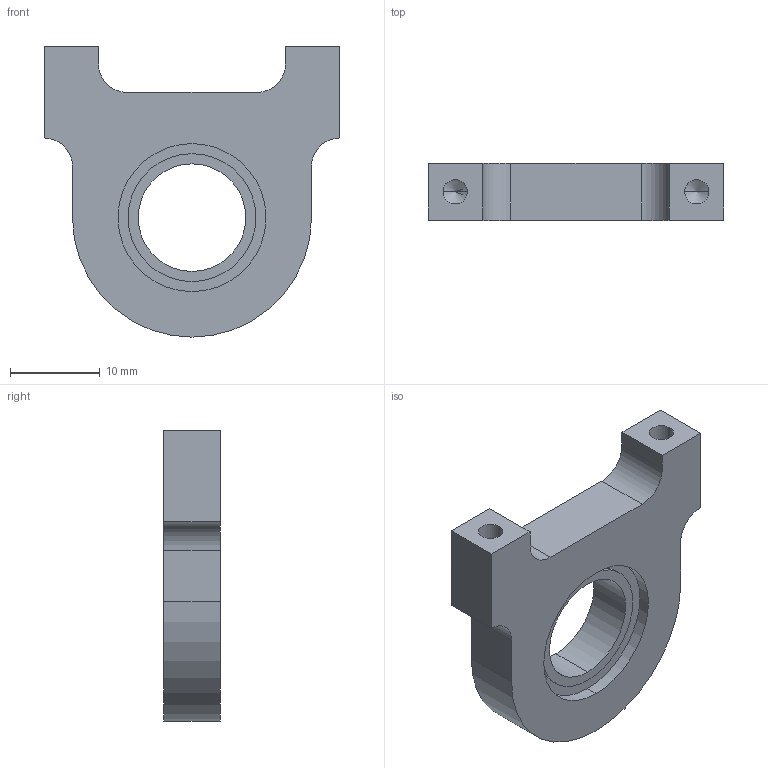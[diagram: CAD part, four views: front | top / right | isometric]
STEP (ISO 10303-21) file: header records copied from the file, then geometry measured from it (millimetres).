
FILE_DESCRIPTION (( 'STEP AP203' ), '1' );
FILE_NAME ('535108 assembly.STEP', '2014-07-08T18:55:32', ( 'Kyle' ), ( 'Microsoft' ), 'SwSTEP 2.0', 'SolidWorks 2014', '' );
FILE_SCHEMA (( 'CONFIG_CONTROL_DESIGN' ));
Length unit declared in the file: inch
Products named in the file (3): 12mm x 21mm non flanged bearing; 535108 assembly; 535108
Assembly tree (2 placements, depth 2):
  535108 assembly
    535108
    12mm x 21mm non flanged bearing
Bounding box: 33.02 x 6.35 x 32.38 mm (x, y, z)
Volume: 3764.1 mm3; surface area: 3472.7 mm2
Topology: 2 solids, 2 shells, 48 faces, 113 edges, 72 vertices
Faces by surface type: cylinder 26, plane 18, cone 4
Entity records: 1688 total; most frequent: DIRECTION 267, CARTESIAN_POINT 234, ORIENTED_EDGE 218, EDGE_CURVE 109, AXIS2_PLACEMENT_3D 105, VERTEX_POINT 72, EDGE_LOOP 59, VECTOR 57
